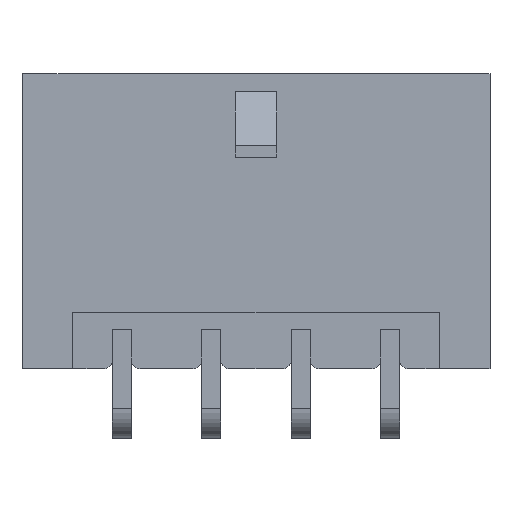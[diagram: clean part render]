
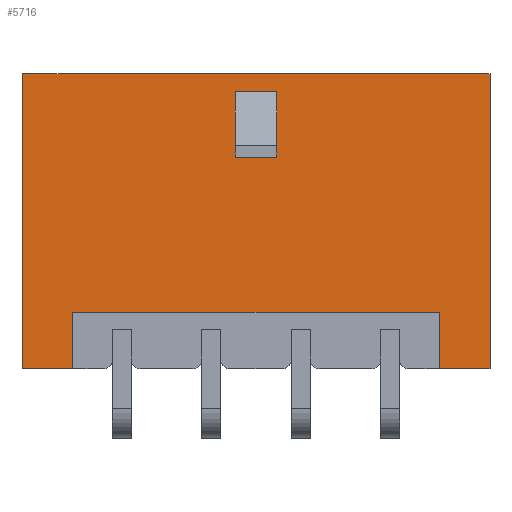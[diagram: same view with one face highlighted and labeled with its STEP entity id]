
A CAD part, front view. The second image highlights one B-rep face of the part: STEP entity #5716.
In plain terms, the highlighted planar face has unit normal (0, -1, 0).
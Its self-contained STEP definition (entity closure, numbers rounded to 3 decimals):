
#333=ORIENTED_EDGE('',*,*,#2001,.F.);
#334=ORIENTED_EDGE('',*,*,#2002,.F.);
#335=ORIENTED_EDGE('',*,*,#2003,.T.);
#336=ORIENTED_EDGE('',*,*,#2004,.T.);
#337=ORIENTED_EDGE('',*,*,#2005,.T.);
#338=ORIENTED_EDGE('',*,*,#2006,.T.);
#339=ORIENTED_EDGE('',*,*,#1874,.F.);
#340=ORIENTED_EDGE('',*,*,#2007,.T.);
#341=ORIENTED_EDGE('',*,*,#2008,.T.);
#342=ORIENTED_EDGE('',*,*,#2009,.F.);
#343=ORIENTED_EDGE('',*,*,#2010,.F.);
#344=ORIENTED_EDGE('',*,*,#2011,.T.);
#1874=EDGE_CURVE('',#2719,#2720,#3275,.T.);
#2001=EDGE_CURVE('',#2824,#2825,#3388,.T.);
#2002=EDGE_CURVE('',#2826,#2824,#3389,.T.);
#2003=EDGE_CURVE('',#2826,#2827,#3390,.T.);
#2004=EDGE_CURVE('',#2827,#2825,#3391,.T.);
#2005=EDGE_CURVE('',#2828,#2829,#3392,.T.);
#2006=EDGE_CURVE('',#2829,#2720,#3393,.T.);
#2007=EDGE_CURVE('',#2719,#2830,#3394,.T.);
#2008=EDGE_CURVE('',#2830,#2831,#3395,.T.);
#2009=EDGE_CURVE('',#2832,#2831,#3396,.T.);
#2010=EDGE_CURVE('',#2833,#2832,#3397,.T.);
#2011=EDGE_CURVE('',#2833,#2828,#3398,.T.);
#2719=VERTEX_POINT('',#7938);
#2720=VERTEX_POINT('',#7940);
#2824=VERTEX_POINT('',#8195);
#2825=VERTEX_POINT('',#8196);
#2826=VERTEX_POINT('',#8198);
#2827=VERTEX_POINT('',#8200);
#2828=VERTEX_POINT('',#8203);
#2829=VERTEX_POINT('',#8204);
#2830=VERTEX_POINT('',#8207);
#2831=VERTEX_POINT('',#8209);
#2832=VERTEX_POINT('',#8211);
#2833=VERTEX_POINT('',#8213);
#3275=LINE('',#7939,#4058);
#3388=LINE('',#8194,#4171);
#3389=LINE('',#8197,#4172);
#3390=LINE('',#8199,#4173);
#3391=LINE('',#8201,#4174);
#3392=LINE('',#8202,#4175);
#3393=LINE('',#8205,#4176);
#3394=LINE('',#8206,#4177);
#3395=LINE('',#8208,#4178);
#3396=LINE('',#8210,#4179);
#3397=LINE('',#8212,#4180);
#3398=LINE('',#8214,#4181);
#4058=VECTOR('',#6418,1000.);
#4171=VECTOR('',#6607,1000.);
#4172=VECTOR('',#6608,1000.);
#4173=VECTOR('',#6609,1000.);
#4174=VECTOR('',#6610,1000.);
#4175=VECTOR('',#6611,1000.);
#4176=VECTOR('',#6612,1000.);
#4177=VECTOR('',#6613,1000.);
#4178=VECTOR('',#6614,1000.);
#4179=VECTOR('',#6615,1000.);
#4180=VECTOR('',#6616,1000.);
#4181=VECTOR('',#6617,1000.);
#4838=EDGE_LOOP('',(#333,#334,#335,#336));
#4839=EDGE_LOOP('',(#337,#338,#339,#340,#341,#342,#343,#344));
#5147=FACE_BOUND('',#4838,.T.);
#5148=FACE_BOUND('',#4839,.T.);
#5456=PLANE('',#6056);
#5716=ADVANCED_FACE('',(#5147,#5148),#5456,.T.);
#6056=AXIS2_PLACEMENT_3D('',#8193,#6605,#6606);
#6418=DIRECTION('',(-1.,0.,0.));
#6605=DIRECTION('',(0.,-1.,0.));
#6606=DIRECTION('',(0.,0.,-1.));
#6607=DIRECTION('',(-1.,0.,0.));
#6608=DIRECTION('',(0.,0.,1.));
#6609=DIRECTION('',(-1.,0.,0.));
#6610=DIRECTION('',(0.,0.,1.));
#6611=DIRECTION('',(1.,0.,0.));
#6612=DIRECTION('',(0.,0.,-1.));
#6613=DIRECTION('',(0.,0.,1.));
#6614=DIRECTION('',(-1.,0.,0.));
#6615=DIRECTION('',(0.,0.,1.));
#6616=DIRECTION('',(-1.,0.,0.));
#6617=DIRECTION('',(0.,0.,1.));
#7938=CARTESIAN_POINT('',(7.85,-3.43,-4.95));
#7939=CARTESIAN_POINT('',(7.85,-3.43,-4.95));
#7940=CARTESIAN_POINT('',(6.15,-3.43,-4.95));
#8193=CARTESIAN_POINT('',(7.85,-3.43,-4.95));
#8194=CARTESIAN_POINT('',(0.7,-3.43,4.35));
#8195=CARTESIAN_POINT('',(0.7,-3.43,4.35));
#8196=CARTESIAN_POINT('',(-0.7,-3.43,4.35));
#8197=CARTESIAN_POINT('',(0.7,-3.43,2.15));
#8198=CARTESIAN_POINT('',(0.7,-3.43,2.15));
#8199=CARTESIAN_POINT('',(0.7,-3.43,2.15));
#8200=CARTESIAN_POINT('',(-0.7,-3.43,2.15));
#8201=CARTESIAN_POINT('',(-0.7,-3.43,2.15));
#8202=CARTESIAN_POINT('',(-6.15,-3.43,-3.05));
#8203=CARTESIAN_POINT('',(-6.15,-3.43,-3.05));
#8204=CARTESIAN_POINT('',(6.15,-3.43,-3.05));
#8205=CARTESIAN_POINT('',(6.15,-3.43,-3.05));
#8206=CARTESIAN_POINT('',(7.85,-3.43,-4.95));
#8207=CARTESIAN_POINT('',(7.85,-3.43,4.95));
#8208=CARTESIAN_POINT('',(7.85,-3.43,4.95));
#8209=CARTESIAN_POINT('',(-7.85,-3.43,4.95));
#8210=CARTESIAN_POINT('',(-7.85,-3.43,-4.95));
#8211=CARTESIAN_POINT('',(-7.85,-3.43,-4.95));
#8212=CARTESIAN_POINT('',(7.85,-3.43,-4.95));
#8213=CARTESIAN_POINT('',(-6.15,-3.43,-4.95));
#8214=CARTESIAN_POINT('',(-6.15,-3.43,-4.95));
